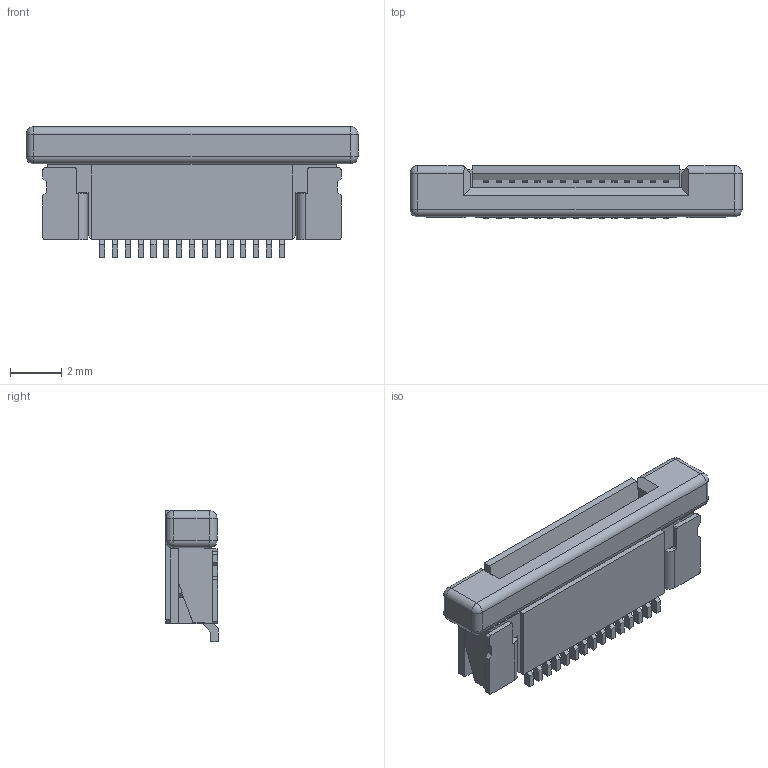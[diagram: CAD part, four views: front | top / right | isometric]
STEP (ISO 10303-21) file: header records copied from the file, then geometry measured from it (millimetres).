
FILE_DESCRIPTION((''),'2;1');
FILE_NAME('C-1-1734839-5','2014-11-19T',('workeradm'),('Tyco Electronics Ltd.'),'PRO/ENGINEER BY PARAMETRIC TECHNOLOGY CORPORATION, 2014090','PRO/ENGINEER BY PARAMETRIC TECHNOLOGY CORPORATION, 2014090','');
FILE_SCHEMA(('AUTOMOTIVE_DESIGN { 1 0 10303 214 1 1 1 1 }'));
Length unit declared in the file: millimetre
Products named in the file (1): C-1-1734839-5
Bounding box: 12.93 x 2.05 x 5.11 mm (x, y, z)
Volume: 88.6 mm3; surface area: 287.4 mm2
Topology: 1 solids, 1 shells, 344 faces, 955 edges, 618 vertices
Faces by surface type: plane 291, cylinder 45, sphere 8
Entity records: 10985 total; most frequent: CARTESIAN_POINT 1939, ORIENTED_EDGE 1910, DIRECTION 1723, EDGE_CURVE 955, VECTOR 863, LINE 863, VERTEX_POINT 618, AXIS2_PLACEMENT_3D 430
